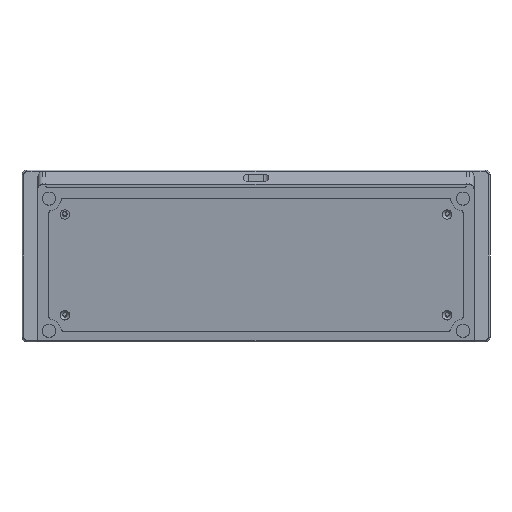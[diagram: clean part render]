
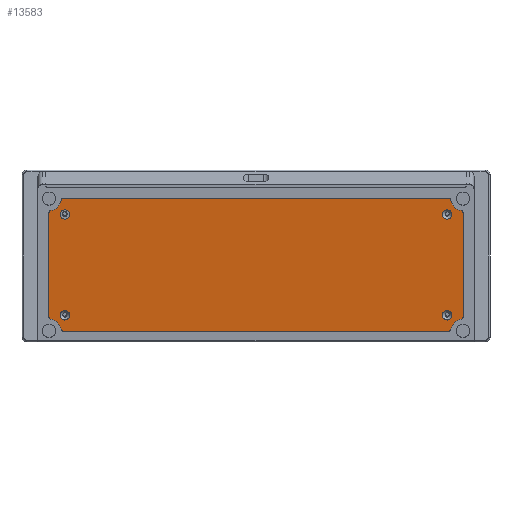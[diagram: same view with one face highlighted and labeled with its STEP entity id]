
A CAD part, front view. The second image highlights one B-rep face of the part: STEP entity #13583.
In plain terms, the highlighted planar face has unit normal (0, -0.99, -0.139).
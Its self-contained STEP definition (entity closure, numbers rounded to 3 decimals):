
#123=FACE_BOUND('',#1719,.T.);
#124=FACE_BOUND('',#1720,.T.);
#125=FACE_BOUND('',#1721,.T.);
#126=FACE_BOUND('',#1722,.T.);
#276=PLANE('',#14610);
#918=FACE_OUTER_BOUND('',#1718,.T.);
#1718=EDGE_LOOP('',(#10331,#10332,#10333,#10334,#10335,#10336,#10337,#10338,
#10339,#10340,#10341,#10342,#10343,#10344,#10345,#10346));
#1719=EDGE_LOOP('',(#10347));
#1720=EDGE_LOOP('',(#10348));
#1721=EDGE_LOOP('',(#10349));
#1722=EDGE_LOOP('',(#10350));
#2656=LINE('',#20664,#4183);
#2657=LINE('',#20672,#4184);
#2658=LINE('',#20680,#4185);
#2659=LINE('',#20687,#4186);
#4183=VECTOR('',#16721,10.);
#4184=VECTOR('',#16728,10.);
#4185=VECTOR('',#16735,10.);
#4186=VECTOR('',#16742,10.);
#5544=CIRCLE('',#14608,1.);
#5546=CIRCLE('',#14611,7.65);
#5547=CIRCLE('',#14612,1.);
#5548=CIRCLE('',#14613,1.);
#5549=CIRCLE('',#14614,7.65);
#5550=CIRCLE('',#14615,1.);
#5551=CIRCLE('',#14616,1.);
#5552=CIRCLE('',#14617,7.65);
#5553=CIRCLE('',#14618,1.);
#5554=CIRCLE('',#14619,1.);
#5555=CIRCLE('',#14620,7.65);
#5556=CIRCLE('',#14621,1.);
#5557=CIRCLE('',#14622,3.);
#5558=CIRCLE('',#14623,3.);
#5559=CIRCLE('',#14624,3.);
#5560=CIRCLE('',#14625,3.);
#6188=VERTEX_POINT('',#20650);
#6189=VERTEX_POINT('',#20651);
#6192=VERTEX_POINT('',#20659);
#6193=VERTEX_POINT('',#20661);
#6194=VERTEX_POINT('',#20663);
#6195=VERTEX_POINT('',#20665);
#6196=VERTEX_POINT('',#20667);
#6197=VERTEX_POINT('',#20669);
#6198=VERTEX_POINT('',#20671);
#6199=VERTEX_POINT('',#20673);
#6200=VERTEX_POINT('',#20675);
#6201=VERTEX_POINT('',#20677);
#6202=VERTEX_POINT('',#20679);
#6203=VERTEX_POINT('',#20681);
#6204=VERTEX_POINT('',#20683);
#6205=VERTEX_POINT('',#20685);
#6206=VERTEX_POINT('',#20688);
#6207=VERTEX_POINT('',#20690);
#6208=VERTEX_POINT('',#20692);
#6209=VERTEX_POINT('',#20694);
#7706=EDGE_CURVE('',#6188,#6189,#5544,.T.);
#7710=EDGE_CURVE('',#6188,#6192,#5546,.T.);
#7711=EDGE_CURVE('',#6193,#6192,#5547,.T.);
#7712=EDGE_CURVE('',#6193,#6194,#2656,.T.);
#7713=EDGE_CURVE('',#6195,#6194,#5548,.T.);
#7714=EDGE_CURVE('',#6195,#6196,#5549,.T.);
#7715=EDGE_CURVE('',#6197,#6196,#5550,.T.);
#7716=EDGE_CURVE('',#6197,#6198,#2657,.T.);
#7717=EDGE_CURVE('',#6199,#6198,#5551,.T.);
#7718=EDGE_CURVE('',#6199,#6200,#5552,.T.);
#7719=EDGE_CURVE('',#6201,#6200,#5553,.T.);
#7720=EDGE_CURVE('',#6201,#6202,#2658,.T.);
#7721=EDGE_CURVE('',#6203,#6202,#5554,.T.);
#7722=EDGE_CURVE('',#6203,#6204,#5555,.T.);
#7723=EDGE_CURVE('',#6205,#6204,#5556,.T.);
#7724=EDGE_CURVE('',#6205,#6189,#2659,.T.);
#7725=EDGE_CURVE('',#6206,#6206,#5557,.T.);
#7726=EDGE_CURVE('',#6207,#6207,#5558,.T.);
#7727=EDGE_CURVE('',#6208,#6208,#5559,.T.);
#7728=EDGE_CURVE('',#6209,#6209,#5560,.T.);
#10331=ORIENTED_EDGE('',*,*,#7706,.F.);
#10332=ORIENTED_EDGE('',*,*,#7710,.T.);
#10333=ORIENTED_EDGE('',*,*,#7711,.F.);
#10334=ORIENTED_EDGE('',*,*,#7712,.T.);
#10335=ORIENTED_EDGE('',*,*,#7713,.F.);
#10336=ORIENTED_EDGE('',*,*,#7714,.T.);
#10337=ORIENTED_EDGE('',*,*,#7715,.F.);
#10338=ORIENTED_EDGE('',*,*,#7716,.T.);
#10339=ORIENTED_EDGE('',*,*,#7717,.F.);
#10340=ORIENTED_EDGE('',*,*,#7718,.T.);
#10341=ORIENTED_EDGE('',*,*,#7719,.F.);
#10342=ORIENTED_EDGE('',*,*,#7720,.T.);
#10343=ORIENTED_EDGE('',*,*,#7721,.F.);
#10344=ORIENTED_EDGE('',*,*,#7722,.T.);
#10345=ORIENTED_EDGE('',*,*,#7723,.F.);
#10346=ORIENTED_EDGE('',*,*,#7724,.T.);
#10347=ORIENTED_EDGE('',*,*,#7725,.F.);
#10348=ORIENTED_EDGE('',*,*,#7726,.F.);
#10349=ORIENTED_EDGE('',*,*,#7727,.F.);
#10350=ORIENTED_EDGE('',*,*,#7728,.F.);
#13583=ADVANCED_FACE('',(#918,#123,#124,#125,#126),#276,.T.);
#14608=AXIS2_PLACEMENT_3D('',#20652,#16709,#16710);
#14610=AXIS2_PLACEMENT_3D('',#20658,#16715,#16716);
#14611=AXIS2_PLACEMENT_3D('',#20660,#16717,#16718);
#14612=AXIS2_PLACEMENT_3D('',#20662,#16719,#16720);
#14613=AXIS2_PLACEMENT_3D('',#20666,#16722,#16723);
#14614=AXIS2_PLACEMENT_3D('',#20668,#16724,#16725);
#14615=AXIS2_PLACEMENT_3D('',#20670,#16726,#16727);
#14616=AXIS2_PLACEMENT_3D('',#20674,#16729,#16730);
#14617=AXIS2_PLACEMENT_3D('',#20676,#16731,#16732);
#14618=AXIS2_PLACEMENT_3D('',#20678,#16733,#16734);
#14619=AXIS2_PLACEMENT_3D('',#20682,#16736,#16737);
#14620=AXIS2_PLACEMENT_3D('',#20684,#16738,#16739);
#14621=AXIS2_PLACEMENT_3D('',#20686,#16740,#16741);
#14622=AXIS2_PLACEMENT_3D('',#20689,#16743,#16744);
#14623=AXIS2_PLACEMENT_3D('',#20691,#16745,#16746);
#14624=AXIS2_PLACEMENT_3D('',#20693,#16747,#16748);
#14625=AXIS2_PLACEMENT_3D('',#20695,#16749,#16750);
#16709=DIRECTION('center_axis',(0.,0.99,0.139));
#16710=DIRECTION('ref_axis',(0.665,0.104,-0.74));
#16715=DIRECTION('center_axis',(0.,-0.99,-0.139));
#16716=DIRECTION('ref_axis',(-1.,0.,0.));
#16717=DIRECTION('center_axis',(0.,0.99,0.139));
#16718=DIRECTION('ref_axis',(0.,-0.139,0.99));
#16719=DIRECTION('center_axis',(0.,0.99,0.139));
#16720=DIRECTION('ref_axis',(0.747,0.093,-0.659));
#16721=DIRECTION('',(0.,-0.139,0.99));
#16722=DIRECTION('center_axis',(0.,0.99,0.139));
#16723=DIRECTION('ref_axis',(0.747,-0.093,0.659));
#16724=DIRECTION('center_axis',(0.,0.99,0.139));
#16725=DIRECTION('ref_axis',(-1.,0.,0.));
#16726=DIRECTION('center_axis',(0.,0.99,0.139));
#16727=DIRECTION('ref_axis',(0.665,-0.104,0.74));
#16728=DIRECTION('',(-1.,0.,0.));
#16729=DIRECTION('center_axis',(0.,0.99,0.139));
#16730=DIRECTION('ref_axis',(-0.665,-0.104,0.74));
#16731=DIRECTION('center_axis',(0.,0.99,0.139));
#16732=DIRECTION('ref_axis',(0.,0.139,-0.99));
#16733=DIRECTION('center_axis',(0.,0.99,0.139));
#16734=DIRECTION('ref_axis',(-0.747,-0.093,0.659));
#16735=DIRECTION('',(0.,0.139,-0.99));
#16736=DIRECTION('center_axis',(0.,0.99,0.139));
#16737=DIRECTION('ref_axis',(-0.747,0.093,-0.659));
#16738=DIRECTION('center_axis',(0.,0.99,0.139));
#16739=DIRECTION('ref_axis',(1.,0.,0.));
#16740=DIRECTION('center_axis',(0.,0.99,0.139));
#16741=DIRECTION('ref_axis',(-0.665,0.104,-0.74));
#16742=DIRECTION('',(1.,0.,0.));
#16743=DIRECTION('center_axis',(0.,-0.99,-0.139));
#16744=DIRECTION('ref_axis',(-1.,0.,0.));
#16745=DIRECTION('center_axis',(0.,-0.99,-0.139));
#16746=DIRECTION('ref_axis',(-1.,0.,0.));
#16747=DIRECTION('center_axis',(0.,-0.99,-0.139));
#16748=DIRECTION('ref_axis',(-1.,0.,0.));
#16749=DIRECTION('center_axis',(0.,-0.99,-0.139));
#16750=DIRECTION('ref_axis',(-1.,0.,0.));
#20650=CARTESIAN_POINT('',(122.751,-4.592,-46.362));
#20651=CARTESIAN_POINT('',(121.758,-4.469,-47.238));
#20652=CARTESIAN_POINT('Origin',(121.758,-4.609,-46.247));
#20658=CARTESIAN_POINT('Origin',(0.,-10.322,
-5.592));
#20659=CARTESIAN_POINT('',(129.466,-5.527,-39.713));
#20660=CARTESIAN_POINT('Origin',(130.35,-4.469,-47.238));
#20661=CARTESIAN_POINT('',(130.35,-5.665,-38.729));
#20662=CARTESIAN_POINT('Origin',(129.35,-5.665,-38.729));
#20663=CARTESIAN_POINT('',(130.35,-14.979,27.545));
#20664=CARTESIAN_POINT('',(130.35,-5.534,-39.662));
#20665=CARTESIAN_POINT('',(129.466,-15.118,28.528));
#20666=CARTESIAN_POINT('Origin',(129.35,-14.979,27.545));
#20667=CARTESIAN_POINT('',(122.751,-16.052,35.177));
#20668=CARTESIAN_POINT('Origin',(130.35,-16.175,36.053));
#20669=CARTESIAN_POINT('',(121.758,-16.175,36.053));
#20670=CARTESIAN_POINT('Origin',(121.758,-16.036,35.063));
#20671=CARTESIAN_POINT('',(-121.758,-16.175,36.053));
#20672=CARTESIAN_POINT('',(122.7,-16.175,36.053));
#20673=CARTESIAN_POINT('',(-122.751,-16.052,35.177));
#20674=CARTESIAN_POINT('Origin',(-121.758,-16.036,35.063));
#20675=CARTESIAN_POINT('',(-129.466,-15.118,28.528));
#20676=CARTESIAN_POINT('Origin',(-130.35,-16.175,36.053));
#20677=CARTESIAN_POINT('',(-130.35,-14.979,27.545));
#20678=CARTESIAN_POINT('Origin',(-129.35,-14.979,27.545));
#20679=CARTESIAN_POINT('',(-130.35,-5.665,-38.729));
#20680=CARTESIAN_POINT('',(-130.35,-15.11,28.477));
#20681=CARTESIAN_POINT('',(-129.466,-5.527,-39.713));
#20682=CARTESIAN_POINT('Origin',(-129.35,-5.665,-38.729));
#20683=CARTESIAN_POINT('',(-122.751,-4.592,-46.362));
#20684=CARTESIAN_POINT('Origin',(-130.35,-4.469,-47.238));
#20685=CARTESIAN_POINT('',(-121.758,-4.469,-47.238));
#20686=CARTESIAN_POINT('Origin',(-121.758,-4.609,-46.247));
#20687=CARTESIAN_POINT('',(-122.7,-4.469,-47.238));
#20688=CARTESIAN_POINT('',(-117.35,-14.783,26.15));
#20689=CARTESIAN_POINT('Origin',(-120.35,-14.783,26.15));
#20690=CARTESIAN_POINT('',(123.35,-5.861,-37.335));
#20691=CARTESIAN_POINT('Origin',(120.35,-5.861,-37.335));
#20692=CARTESIAN_POINT('',(123.35,-14.783,26.15));
#20693=CARTESIAN_POINT('Origin',(120.35,-14.783,26.15));
#20694=CARTESIAN_POINT('',(-117.35,-5.861,-37.335));
#20695=CARTESIAN_POINT('Origin',(-120.35,-5.861,-37.335));
